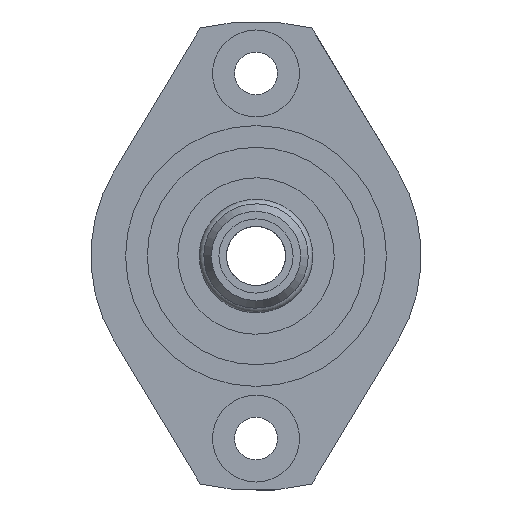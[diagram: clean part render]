
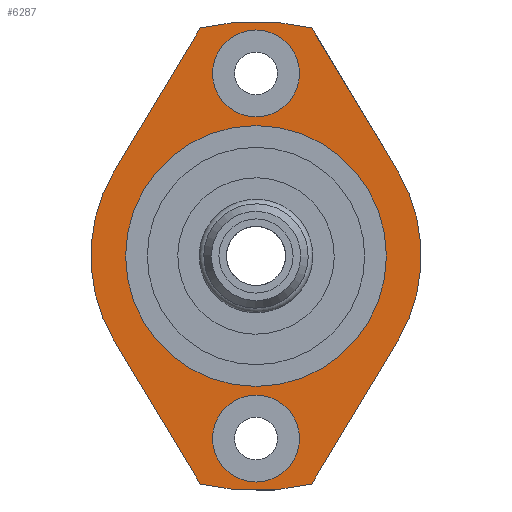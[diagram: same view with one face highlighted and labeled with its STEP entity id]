
A CAD part, left-side view. The second image highlights one B-rep face of the part: STEP entity #6287.
In plain terms, the highlighted planar face has unit normal (-1, 0, 0).
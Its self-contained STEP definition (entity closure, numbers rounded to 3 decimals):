
#139=CIRCLE('',#6638,15.);
#140=CIRCLE('',#6639,15.);
#172=CIRCLE('',#6685,5.);
#173=CIRCLE('',#6686,5.);
#177=CIRCLE('',#6693,5.);
#178=CIRCLE('',#6694,5.);
#179=CIRCLE('',#6699,19.);
#180=CIRCLE('',#6702,27.);
#181=CIRCLE('',#6704,19.);
#182=CIRCLE('',#6705,27.);
#417=FACE_BOUND('',#1426,.T.);
#418=FACE_BOUND('',#1427,.T.);
#419=FACE_BOUND('',#1428,.T.);
#1039=FACE_OUTER_BOUND('',#1425,.T.);
#1425=EDGE_LOOP('',(#5725,#5726,#5727,#5728,#5729,#5730,#5731,#5732));
#1426=EDGE_LOOP('',(#5733,#5734));
#1427=EDGE_LOOP('',(#5735,#5736));
#1428=EDGE_LOOP('',(#5737,#5738));
#1910=LINE('',#10840,#2427);
#1951=LINE('',#11223,#2468);
#1954=LINE('',#11229,#2471);
#1956=LINE('',#11240,#2473);
#2427=VECTOR('',#7537,10.);
#2468=VECTOR('',#7994,10.);
#2471=VECTOR('',#7999,10.);
#2473=VECTOR('',#8015,10.);
#2938=VERTEX_POINT('',#10837);
#2939=VERTEX_POINT('',#10839);
#3030=VERTEX_POINT('',#11103);
#3031=VERTEX_POINT('',#11104);
#3065=VERTEX_POINT('',#11197);
#3066=VERTEX_POINT('',#11198);
#3070=VERTEX_POINT('',#11212);
#3071=VERTEX_POINT('',#11213);
#3072=VERTEX_POINT('',#11220);
#3073=VERTEX_POINT('',#11222);
#3074=VERTEX_POINT('',#11226);
#3075=VERTEX_POINT('',#11228);
#3076=VERTEX_POINT('',#11237);
#3077=VERTEX_POINT('',#11239);
#3781=EDGE_CURVE('',#2938,#2939,#1910,.T.);
#3902=EDGE_CURVE('',#3030,#3031,#139,.T.);
#3903=EDGE_CURVE('',#3031,#3030,#140,.T.);
#3947=EDGE_CURVE('',#3065,#3066,#172,.T.);
#3948=EDGE_CURVE('',#3066,#3065,#173,.T.);
#3954=EDGE_CURVE('',#3070,#3071,#177,.T.);
#3955=EDGE_CURVE('',#3071,#3070,#178,.T.);
#3959=EDGE_CURVE('',#3072,#3073,#1951,.T.);
#3962=EDGE_CURVE('',#3074,#3075,#1954,.T.);
#3964=EDGE_CURVE('',#2939,#3072,#179,.T.);
#3965=EDGE_CURVE('',#3075,#2938,#180,.T.);
#3966=EDGE_CURVE('',#3076,#3074,#181,.T.);
#3967=EDGE_CURVE('',#3077,#3076,#1956,.T.);
#3968=EDGE_CURVE('',#3073,#3077,#182,.T.);
#5725=ORIENTED_EDGE('',*,*,#3964,.F.);
#5726=ORIENTED_EDGE('',*,*,#3781,.F.);
#5727=ORIENTED_EDGE('',*,*,#3965,.F.);
#5728=ORIENTED_EDGE('',*,*,#3962,.F.);
#5729=ORIENTED_EDGE('',*,*,#3966,.F.);
#5730=ORIENTED_EDGE('',*,*,#3967,.F.);
#5731=ORIENTED_EDGE('',*,*,#3968,.F.);
#5732=ORIENTED_EDGE('',*,*,#3959,.F.);
#5733=ORIENTED_EDGE('',*,*,#3902,.T.);
#5734=ORIENTED_EDGE('',*,*,#3903,.T.);
#5735=ORIENTED_EDGE('',*,*,#3947,.T.);
#5736=ORIENTED_EDGE('',*,*,#3948,.T.);
#5737=ORIENTED_EDGE('',*,*,#3954,.T.);
#5738=ORIENTED_EDGE('',*,*,#3955,.T.);
#5960=PLANE('',#6703);
#6287=ADVANCED_FACE('',(#1039,#417,#418,#419),#5960,.F.);
#6638=AXIS2_PLACEMENT_3D('',#11105,#7859,#7860);
#6639=AXIS2_PLACEMENT_3D('',#11106,#7861,#7862);
#6685=AXIS2_PLACEMENT_3D('',#11199,#7965,#7966);
#6686=AXIS2_PLACEMENT_3D('',#11200,#7967,#7968);
#6693=AXIS2_PLACEMENT_3D('',#11214,#7983,#7984);
#6694=AXIS2_PLACEMENT_3D('',#11215,#7985,#7986);
#6699=AXIS2_PLACEMENT_3D('',#11232,#8003,#8004);
#6702=AXIS2_PLACEMENT_3D('',#11235,#8009,#8010);
#6703=AXIS2_PLACEMENT_3D('',#11236,#8011,#8012);
#6704=AXIS2_PLACEMENT_3D('',#11238,#8013,#8014);
#6705=AXIS2_PLACEMENT_3D('',#11241,#8016,#8017);
#7537=DIRECTION('',(0.,-0.515,-0.857));
#7859=DIRECTION('center_axis',(1.,0.,0.));
#7860=DIRECTION('ref_axis',(0.,-1.,0.));
#7861=DIRECTION('center_axis',(1.,0.,0.));
#7862=DIRECTION('ref_axis',(0.,-1.,0.));
#7965=DIRECTION('center_axis',(1.,0.,0.));
#7966=DIRECTION('ref_axis',(0.,1.,0.));
#7967=DIRECTION('center_axis',(1.,0.,0.));
#7968=DIRECTION('ref_axis',(0.,1.,0.));
#7983=DIRECTION('center_axis',(1.,0.,0.));
#7984=DIRECTION('ref_axis',(0.,1.,0.));
#7985=DIRECTION('center_axis',(1.,0.,0.));
#7986=DIRECTION('ref_axis',(0.,1.,0.));
#7994=DIRECTION('',(0.,0.515,-0.857));
#7999=DIRECTION('',(0.,-0.515,0.857));
#8003=DIRECTION('center_axis',(1.,0.,0.));
#8004=DIRECTION('ref_axis',(0.,-0.857,0.515));
#8009=DIRECTION('center_axis',(1.,0.,0.));
#8010=DIRECTION('ref_axis',(0.,0.237,0.971));
#8011=DIRECTION('center_axis',(1.,0.,0.));
#8012=DIRECTION('ref_axis',(0.,0.,-1.));
#8013=DIRECTION('center_axis',(1.,0.,0.));
#8014=DIRECTION('ref_axis',(0.,0.857,-0.515));
#8015=DIRECTION('',(0.,0.515,0.857));
#8016=DIRECTION('center_axis',(1.,0.,0.));
#8017=DIRECTION('ref_axis',(0.,-0.237,-0.971));
#10837=CARTESIAN_POINT('',(0.,-6.406,26.229));
#10839=CARTESIAN_POINT('',(0.,-16.286,9.786));
#10840=CARTESIAN_POINT('',(0.,-6.406,26.229));
#11103=CARTESIAN_POINT('',(0.,-15.,0.));
#11104=CARTESIAN_POINT('',(0.,15.,0.));
#11105=CARTESIAN_POINT('Origin',(0.,0.,0.));
#11106=CARTESIAN_POINT('Origin',(0.,0.,0.));
#11197=CARTESIAN_POINT('',(0.,5.,-21.));
#11198=CARTESIAN_POINT('',(0.,-5.,-21.));
#11199=CARTESIAN_POINT('Origin',(0.,0.,-21.));
#11200=CARTESIAN_POINT('Origin',(0.,0.,-21.));
#11212=CARTESIAN_POINT('',(0.,5.,21.));
#11213=CARTESIAN_POINT('',(0.,-5.,21.));
#11214=CARTESIAN_POINT('Origin',(0.,0.,21.));
#11215=CARTESIAN_POINT('Origin',(0.,0.,21.));
#11220=CARTESIAN_POINT('',(0.,-16.286,-9.786));
#11222=CARTESIAN_POINT('',(0.,-6.406,-26.229));
#11223=CARTESIAN_POINT('',(0.,-16.286,-9.786));
#11226=CARTESIAN_POINT('',(0.,16.286,9.786));
#11228=CARTESIAN_POINT('',(0.,6.406,26.229));
#11229=CARTESIAN_POINT('',(0.,16.286,9.786));
#11232=CARTESIAN_POINT('Origin',(0.,0.,0.));
#11235=CARTESIAN_POINT('Origin',(0.,0.,0.));
#11236=CARTESIAN_POINT('Origin',(0.,-7.377,11.403));
#11237=CARTESIAN_POINT('',(0.,16.286,-9.786));
#11238=CARTESIAN_POINT('Origin',(0.,0.,0.));
#11239=CARTESIAN_POINT('',(0.,6.406,-26.229));
#11240=CARTESIAN_POINT('',(0.,6.406,-26.229));
#11241=CARTESIAN_POINT('Origin',(0.,0.,0.));
